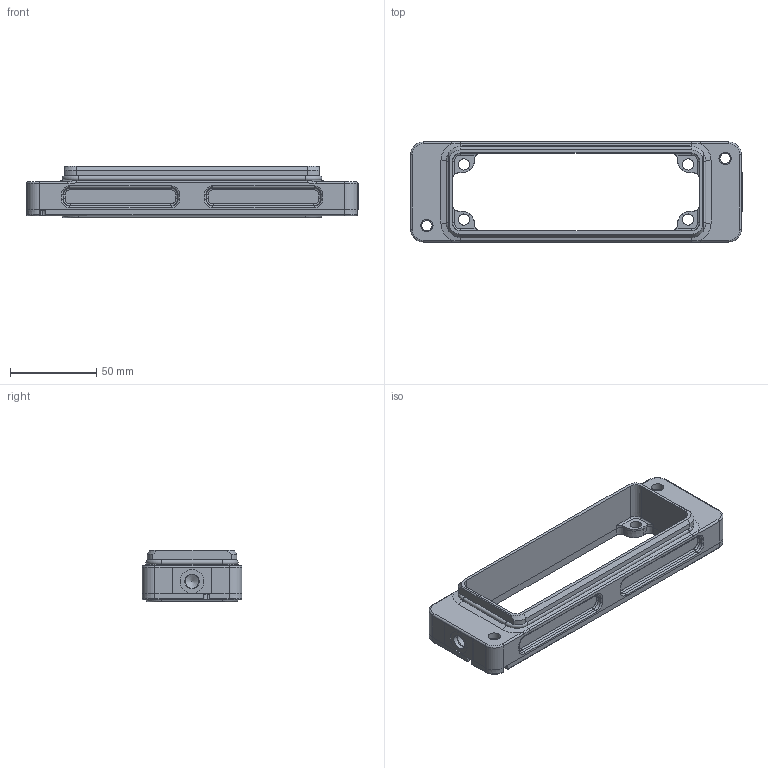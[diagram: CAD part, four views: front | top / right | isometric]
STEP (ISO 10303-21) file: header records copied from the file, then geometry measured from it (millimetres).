
FILE_DESCRIPTION(/* description */ (''),/* implementation_level */ '2;1');
FILE_NAME(/* name */ '100807415ugm000_d.stp',/* time_stamp */ '2022-03-12T08:57:08+01:00',/* author */ (''),/* organization */ (''),/* preprocessor_version */ 'ST-DEVELOPER v16.7',/* originating_system */ 'SIEMENS PLM Software NX 1911',/* authorisation */ '');
FILE_SCHEMA (('AUTOMOTIVE_DESIGN { 1 0 10303 214 3 1 1 1 }'));
Length unit declared in the file: millimetre
Products named in the file (1): 100807415ugm000_d
Bounding box: 192.6 x 58 x 30.15 mm (x, y, z)
Volume: 93714.3 mm3; surface area: 38656 mm2
Topology: 1 solids, 1 shells, 647 faces, 1707 edges, 1089 vertices
Faces by surface type: plane 423, cylinder 118, cone 50, bspline 36, torus 20
Full cylindrical faces by diameter (mm): 0.88 x1, 1.04 x1, 6 x2, 6.5 x4, 7.1 x2, 8 x2, 8.55 x2, 10.3 x2, 13.7 x2
Entity records: 24785 total; most frequent: CARTESIAN_POINT 4340, ORIENTED_EDGE 3340, DIRECTION 3193, EDGE_CURVE 1670, LINE 1255, VECTOR 1255, VERTEX_POINT 1074, AXIS2_PLACEMENT_3D 969
